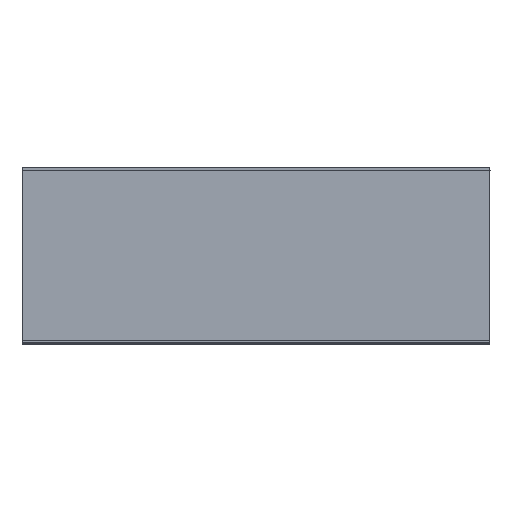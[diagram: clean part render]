
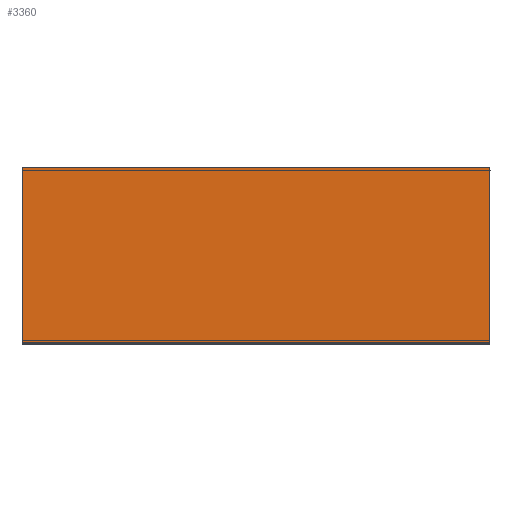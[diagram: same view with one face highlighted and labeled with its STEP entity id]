
A CAD part, top view. The second image highlights one B-rep face of the part: STEP entity #3360.
In plain terms, the highlighted planar face has unit normal (0, 0, 1).
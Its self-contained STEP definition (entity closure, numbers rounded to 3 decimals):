
#47 = VECTOR ( 'NONE', #129, 1000. ) ;
#129 = DIRECTION ( 'NONE',  ( 0., -1., 0. ) ) ;
#188 = AXIS2_PLACEMENT_3D ( 'NONE', #1299, #1710, #4964 ) ;
#194 = EDGE_CURVE ( 'NONE', #484, #4304, #2130, .T. ) ;
#237 = EDGE_CURVE ( 'NONE', #371, #4181, #2159, .T. ) ;
#371 = VERTEX_POINT ( 'NONE', #2060 ) ;
#484 = VERTEX_POINT ( 'NONE', #2178 ) ;
#566 = CARTESIAN_POINT ( 'NONE',  ( -0.8, 0.3, 1.6 ) ) ;
#636 = ORIENTED_EDGE ( 'NONE', *, *, #194, .T. ) ;
#1145 = ORIENTED_EDGE ( 'NONE', *, *, #237, .F. ) ;
#1267 = CARTESIAN_POINT ( 'NONE',  ( 0.8, 0.3, 1.6 ) ) ;
#1299 = CARTESIAN_POINT ( 'NONE',  ( 0.8, 0.3, 1.6 ) ) ;
#1351 = VECTOR ( 'NONE', #1382, 1000. ) ;
#1382 = DIRECTION ( 'NONE',  ( -1., 0., 0. ) ) ;
#1650 = EDGE_LOOP ( 'NONE', ( #4491, #1145, #4074, #636 ) ) ;
#1710 = DIRECTION ( 'NONE',  ( 0., 0., -1. ) ) ;
#1980 = VECTOR ( 'NONE', #5125, 1000. ) ;
#2060 = CARTESIAN_POINT ( 'NONE',  ( 0.8, -0.3, 1.6 ) ) ;
#2130 = LINE ( 'NONE', #1267, #1351 ) ;
#2159 = LINE ( 'NONE', #2584, #3060 ) ;
#2178 = CARTESIAN_POINT ( 'NONE',  ( 0.8, 0.3, 1.6 ) ) ;
#2483 = EDGE_CURVE ( 'NONE', #484, #371, #2530, .T. ) ;
#2530 = LINE ( 'NONE', #3831, #1980 ) ;
#2551 = DIRECTION ( 'NONE',  ( -1., 0., 0. ) ) ;
#2584 = CARTESIAN_POINT ( 'NONE',  ( 0.8, -0.3, 1.6 ) ) ;
#2587 = FACE_OUTER_BOUND ( 'NONE', #1650, .T. ) ;
#3060 = VECTOR ( 'NONE', #2551, 1000. ) ;
#3166 = LINE ( 'NONE', #4457, #47 ) ;
#3360 = ADVANCED_FACE ( 'NONE', ( #2587 ), #4526, .F. ) ;
#3831 = CARTESIAN_POINT ( 'NONE',  ( 0.8, 0.3, 1.6 ) ) ;
#4074 = ORIENTED_EDGE ( 'NONE', *, *, #2483, .F. ) ;
#4181 = VERTEX_POINT ( 'NONE', #4270 ) ;
#4270 = CARTESIAN_POINT ( 'NONE',  ( -0.8, -0.3, 1.6 ) ) ;
#4291 = EDGE_CURVE ( 'NONE', #4304, #4181, #3166, .T. ) ;
#4304 = VERTEX_POINT ( 'NONE', #566 ) ;
#4457 = CARTESIAN_POINT ( 'NONE',  ( -0.8, 0.3, 1.6 ) ) ;
#4491 = ORIENTED_EDGE ( 'NONE', *, *, #4291, .T. ) ;
#4526 = PLANE ( 'NONE',  #188 ) ;
#4964 = DIRECTION ( 'NONE',  ( -1., 0., 0. ) ) ;
#5125 = DIRECTION ( 'NONE',  ( 0., -1., 0. ) ) ;
